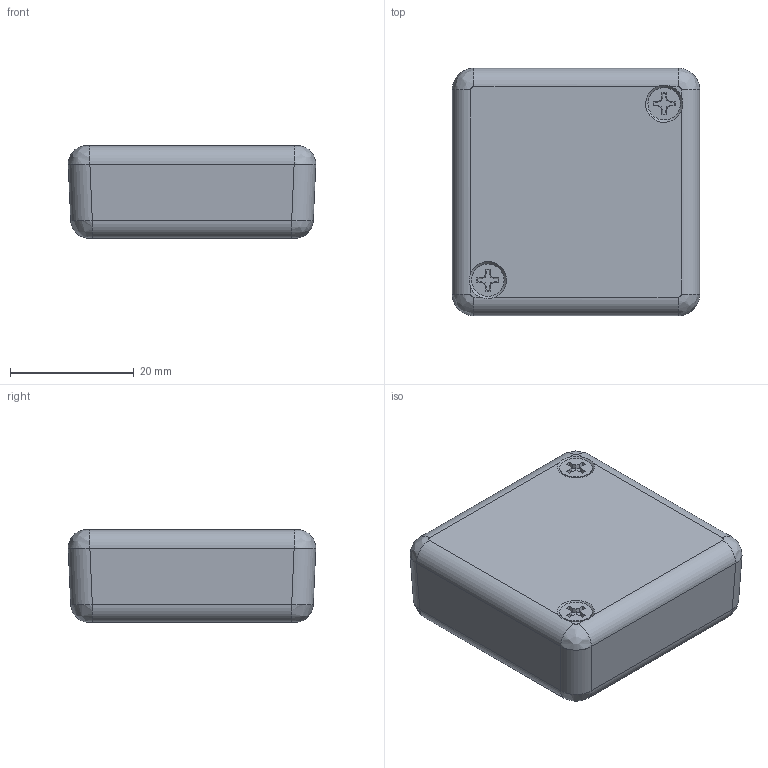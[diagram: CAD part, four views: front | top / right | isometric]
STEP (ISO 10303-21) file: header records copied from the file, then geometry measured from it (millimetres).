
FILE_DESCRIPTION(/* description */ (''),/* implementation_level */ '2;1');
FILE_NAME(/* name */ '1551Q.iam.stp',/* time_stamp */ '2015-12-21T16:12:53-05:00',/* author */ ('rboehler'),/* organization */ (''),/* preprocessor_version */ 'ST-DEVELOPER v16.1',/* originating_system */ 'Autodesk Inventor 2016',/* authorisation */ '');
FILE_SCHEMA (('AUTOMOTIVE_DESIGN { 1 0 10303 214 3 1 1 }'));
Products named in the file (5): 1551Q Box; 1551P-Q Lid; 1551Q PCB; #11666; 1551Q
Assembly tree (3 placements, depth 2):
  #11666
  1551Q
    1551Q Box
    1551P-Q Lid
    1551Q PCB
Bounding box: 40 x 40 x 15 mm (x, y, z)
Volume: 10965.1 mm3; surface area: 13426.4 mm2
Topology: 5 solids, 5 shells, 370 faces, 961 edges, 628 vertices
Faces by surface type: plane 212, bspline 76, cylinder 40, cone 34, torus 8
Full cylindrical faces by diameter (mm): 1.5 x2, 2.5 x4, 2.946 x2, 3.5 x2, 5.232 x2
Entity records: 11640 total; most frequent: CARTESIAN_POINT 3689, ORIENTED_EDGE 1724, DIRECTION 1408, EDGE_CURVE 862, VERTEX_POINT 575, LINE 524, VECTOR 524, AXIS2_PLACEMENT_3D 442
